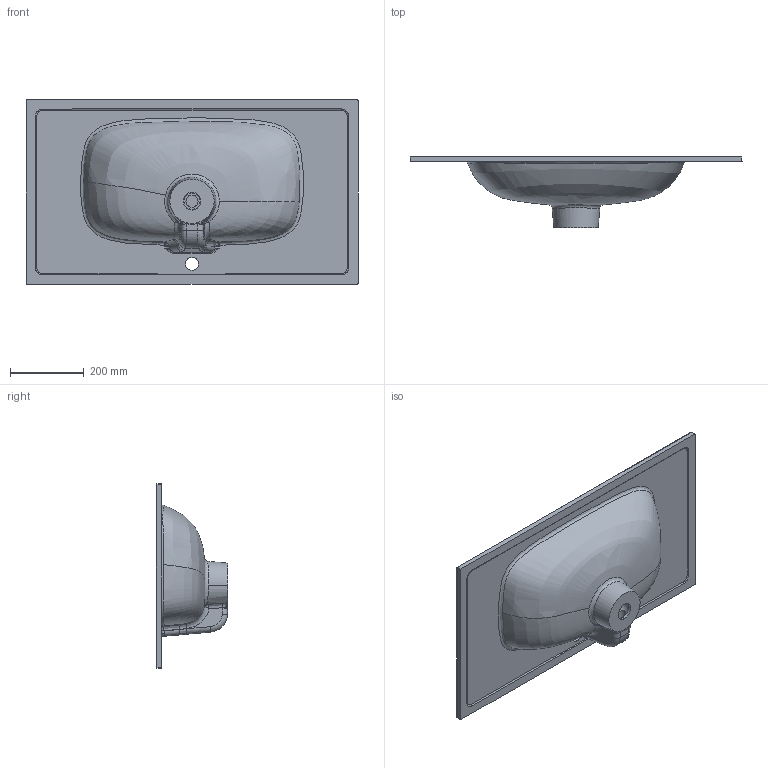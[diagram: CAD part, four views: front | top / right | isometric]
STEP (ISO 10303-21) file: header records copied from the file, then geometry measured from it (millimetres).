
FILE_DESCRIPTION (( 'STEP AP203' ), '1' );
FILE_NAME ('6301530911.STEP', '2020-12-16T22:43:38', ( '' ), ( '' ), 'SwSTEP 2.0', 'SolidWorks 2019', '' );
FILE_SCHEMA (( 'CONFIG_CONTROL_DESIGN' ));
Products named in the file (1): 6301530911
Bounding box: 900 x 194 x 500 mm (x, y, z)
Volume: 7976874 mm3; surface area: 1194341.2 mm2
Topology: 2 solids, 2 shells, 164 faces, 400 edges, 234 vertices
Faces by surface type: bspline 59, cylinder 46, plane 37, torus 10, cone 8, sphere 4
Entity records: 41402 total; most frequent: CARTESIAN_POINT 37959, ORIENTED_EDGE 780, DIRECTION 601, EDGE_CURVE 390, AXIS2_PLACEMENT_3D 239, VERTEX_POINT 234, EDGE_LOOP 174, FACE_OUTER_BOUND 164
